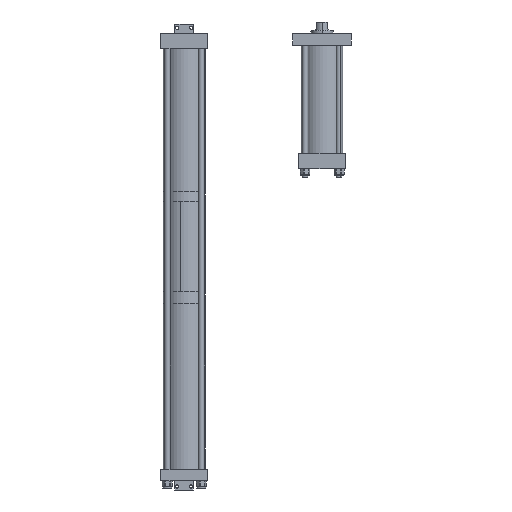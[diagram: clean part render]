
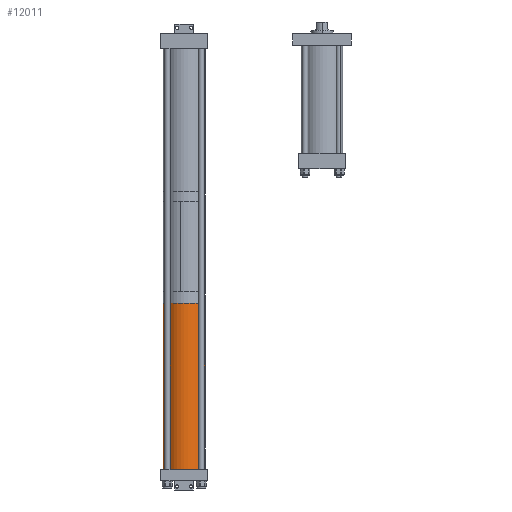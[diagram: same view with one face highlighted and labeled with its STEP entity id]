
A CAD part, front view. The second image highlights one B-rep face of the part: STEP entity #12011.
In plain terms, the highlighted cylindrical face has radius 57.15 mm (diameter 114.3 mm), a partial arc.
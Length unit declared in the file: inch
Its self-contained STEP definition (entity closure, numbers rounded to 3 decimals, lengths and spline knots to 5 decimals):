
#537 = CARTESIAN_POINT ( 'NONE',  ( 0., 0., 17.8 ) ) ;
#688 = DIRECTION ( 'NONE',  ( 0., 0., -1. ) ) ;
#779 = EDGE_CURVE ( 'NONE', #9038, #3199, #4591, .T. ) ;
#804 = CARTESIAN_POINT ( 'NONE',  ( -2.25, 0., 17.8 ) ) ;
#920 = AXIS2_PLACEMENT_3D ( 'NONE', #537, #14559, #2802 ) ;
#1737 = CARTESIAN_POINT ( 'NONE',  ( 0., 0., 17.8 ) ) ;
#1939 = DIRECTION ( 'NONE',  ( 1., 0., 0. ) ) ;
#2301 = CARTESIAN_POINT ( 'NONE',  ( -2.25, 0., 17.8 ) ) ;
#2719 = VECTOR ( 'NONE', #10111, 39.37008 ) ;
#2802 = DIRECTION ( 'NONE',  ( 1., 0., 0. ) ) ;
#2999 = CARTESIAN_POINT ( 'NONE',  ( 2.25, 0., 17.8 ) ) ;
#3199 = VERTEX_POINT ( 'NONE', #7652 ) ;
#4084 = ORIENTED_EDGE ( 'NONE', *, *, #10992, .F. ) ;
#4459 = CARTESIAN_POINT ( 'NONE',  ( 0., 0., 0. ) ) ;
#4591 = LINE ( 'NONE', #2999, #13140 ) ;
#5066 = VERTEX_POINT ( 'NONE', #8488 ) ;
#5374 = EDGE_LOOP ( 'NONE', ( #14888, #4084, #11767, #6162 ) ) ;
#5397 = CARTESIAN_POINT ( 'NONE',  ( 2.25, 0., 17.8 ) ) ;
#6162 = ORIENTED_EDGE ( 'NONE', *, *, #13619, .T. ) ;
#6498 = DIRECTION ( 'NONE',  ( 0., 0., -1. ) ) ;
#6559 = DIRECTION ( 'NONE',  ( 0., 0., 1. ) ) ;
#7087 = CIRCLE ( 'NONE', #7902, 2.25 ) ;
#7652 = CARTESIAN_POINT ( 'NONE',  ( 2.25, 0., 0. ) ) ;
#7902 = AXIS2_PLACEMENT_3D ( 'NONE', #4459, #6559, #1939 ) ;
#7980 = LINE ( 'NONE', #804, #2719 ) ;
#8488 = CARTESIAN_POINT ( 'NONE',  ( -2.25, 0., 0. ) ) ;
#8675 = FACE_OUTER_BOUND ( 'NONE', #5374, .T. ) ;
#9038 = VERTEX_POINT ( 'NONE', #5397 ) ;
#10111 = DIRECTION ( 'NONE',  ( 0., 0., -1. ) ) ;
#10992 = EDGE_CURVE ( 'NONE', #14886, #9038, #12179, .T. ) ;
#11174 = EDGE_CURVE ( 'NONE', #14886, #5066, #7980, .T. ) ;
#11421 = CYLINDRICAL_SURFACE ( 'NONE', #11710, 2.25 ) ;
#11710 = AXIS2_PLACEMENT_3D ( 'NONE', #1737, #688, #14497 ) ;
#11767 = ORIENTED_EDGE ( 'NONE', *, *, #11174, .T. ) ;
#12011 = ADVANCED_FACE ( 'NONE', ( #8675 ), #11421, .T. ) ;
#12179 = CIRCLE ( 'NONE', #920, 2.25 ) ;
#13140 = VECTOR ( 'NONE', #6498, 39.37008 ) ;
#13619 = EDGE_CURVE ( 'NONE', #5066, #3199, #7087, .T. ) ;
#14497 = DIRECTION ( 'NONE',  ( -1., 0., 0. ) ) ;
#14559 = DIRECTION ( 'NONE',  ( 0., 0., 1. ) ) ;
#14886 = VERTEX_POINT ( 'NONE', #2301 ) ;
#14888 = ORIENTED_EDGE ( 'NONE', *, *, #779, .F. ) ;
